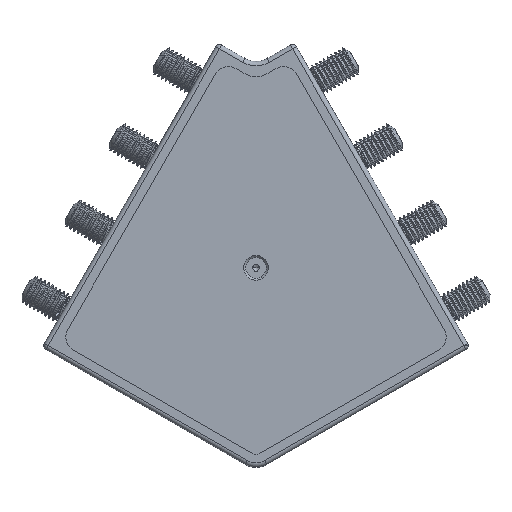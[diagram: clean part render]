
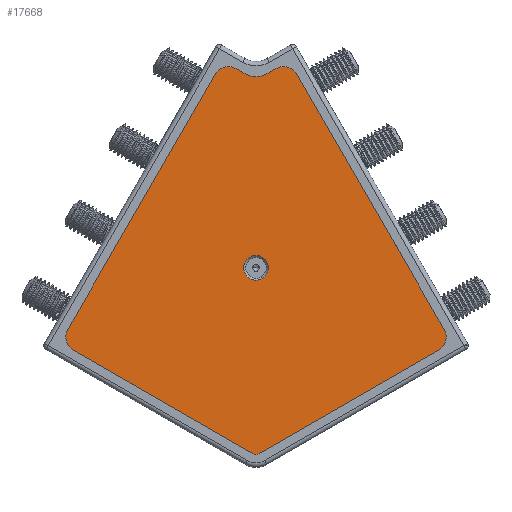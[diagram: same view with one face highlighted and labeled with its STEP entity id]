
A CAD part, top view. The second image highlights one B-rep face of the part: STEP entity #17668.
In plain terms, the highlighted planar face has unit normal (0, 0, 1).
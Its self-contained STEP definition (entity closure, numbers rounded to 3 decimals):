
#4119 = EDGE_CURVE ( 'NONE', #8416, #8448, #4195, .T. ) ;
#4125 = EDGE_CURVE ( 'NONE', #8448, #8416, #4203, .T. ) ;
#4127 = EDGE_CURVE ( 'NONE', #8459, #8397, #4205, .T. ) ;
#4129 = EDGE_CURVE ( 'NONE', #8397, #8323, #4199, .T. ) ;
#4131 = EDGE_CURVE ( 'NONE', #8323, #8403, #4210, .T. ) ;
#4134 = EDGE_CURVE ( 'NONE', #8403, #8382, #4212, .T. ) ;
#4136 = EDGE_CURVE ( 'NONE', #8382, #8321, #4216, .T. ) ;
#4138 = EDGE_CURVE ( 'NONE', #8321, #8365, #4218, .T. ) ;
#4140 = EDGE_CURVE ( 'NONE', #8365, #8313, #4222, .T. ) ;
#4142 = EDGE_CURVE ( 'NONE', #8313, #8377, #4223, .T. ) ;
#4144 = EDGE_CURVE ( 'NONE', #8377, #8402, #4227, .T. ) ;
#4146 = EDGE_CURVE ( 'NONE', #8402, #8376, #4229, .T. ) ;
#4149 = EDGE_CURVE ( 'NONE', #8376, #8366, #4233, .T. ) ;
#4151 = EDGE_CURVE ( 'NONE', #8366, #8459, #4235, .T. ) ;
#4195 = CIRCLE ( 'NONE', #35560, 5.6 ) ;
#4199 = CIRCLE ( 'NONE', #35563, 4. ) ;
#4203 = CIRCLE ( 'NONE', #35562, 5.6 ) ;
#4205 = LINE ( 'NONE', #6584, #4208 ) ;
#4208 = VECTOR ( 'NONE', #6585, 1000. ) ;
#4210 = LINE ( 'NONE', #6600, #4214 ) ;
#4212 = CIRCLE ( 'NONE', #35564, 7. ) ;
#4214 = VECTOR ( 'NONE', #6592, 1000. ) ;
#4216 = LINE ( 'NONE', #6603, #4220 ) ;
#4218 = CIRCLE ( 'NONE', #35565, 7. ) ;
#4220 = VECTOR ( 'NONE', #6605, 1000. ) ;
#4222 = LINE ( 'NONE', #6614, #4225 ) ;
#4223 = CIRCLE ( 'NONE', #35566, 10. ) ;
#4225 = VECTOR ( 'NONE', #6616, 1000. ) ;
#4227 = LINE ( 'NONE', #6625, #4231 ) ;
#4229 = CIRCLE ( 'NONE', #35567, 7. ) ;
#4231 = VECTOR ( 'NONE', #6627, 1000. ) ;
#4233 = LINE ( 'NONE', #6636, #4237 ) ;
#4235 = CIRCLE ( 'NONE', #35568, 7. ) ;
#4237 = VECTOR ( 'NONE', #6638, 1000. ) ;
#6576 = CARTESIAN_POINT ( 'NONE',  ( -9.446, 6.718, 16.746 ) ) ;
#6578 = DIRECTION ( 'NONE',  ( 0., 0., 1. ) ) ;
#6580 = DIRECTION ( 'NONE',  ( -0.5, 0.866, 0. ) ) ;
#6584 = CARTESIAN_POINT ( 'NONE',  ( -98.568, -27.275, 16.746 ) ) ;
#6585 = DIRECTION ( 'NONE',  ( 0.866, -0.5, 0. ) ) ;
#6592 = DIRECTION ( 'NONE',  ( 0.866, 0.5, 0. ) ) ;
#6595 = CARTESIAN_POINT ( 'NONE',  ( -9.446, 6.718, 16.746 ) ) ;
#6597 = DIRECTION ( 'NONE',  ( 0., 0., 1. ) ) ;
#6598 = DIRECTION ( 'NONE',  ( -0.5, 0.866, 0. ) ) ;
#6600 = CARTESIAN_POINT ( 'NONE',  ( 79.677, -27.275, 16.746 ) ) ;
#6603 = CARTESIAN_POINT ( 'NONE',  ( 5.677, 100.897, 16.746 ) ) ;
#6605 = DIRECTION ( 'NONE',  ( -0.5, 0.866, 0. ) ) ;
#6607 = CARTESIAN_POINT ( 'NONE',  ( -9.446, -74.111, 16.746 ) ) ;
#6609 = DIRECTION ( 'NONE',  ( 0., 0., 1. ) ) ;
#6610 = DIRECTION ( 'NONE',  ( -0.5, 0.866, 0. ) ) ;
#6614 = CARTESIAN_POINT ( 'NONE',  ( 5.677, 100.897, 16.746 ) ) ;
#6616 = DIRECTION ( 'NONE',  ( -0.866, -0.5, 0. ) ) ;
#6618 = CARTESIAN_POINT ( 'NONE',  ( 70.115, -24.713, 16.746 ) ) ;
#6620 = DIRECTION ( 'NONE',  ( 0., 0., 1. ) ) ;
#6621 = DIRECTION ( 'NONE',  ( -0.5, 0.866, 0. ) ) ;
#6625 = CARTESIAN_POINT ( 'NONE',  ( -24.568, 100.897, 16.746 ) ) ;
#6627 = DIRECTION ( 'NONE',  ( -0.866, 0.5, 0. ) ) ;
#6629 = CARTESIAN_POINT ( 'NONE',  ( 3.115, 91.335, 16.746 ) ) ;
#6631 = DIRECTION ( 'NONE',  ( 0., 0., 1. ) ) ;
#6632 = DIRECTION ( 'NONE',  ( -0.5, 0.866, 0. ) ) ;
#6636 = CARTESIAN_POINT ( 'NONE',  ( -24.568, 100.897, 16.746 ) ) ;
#6638 = DIRECTION ( 'NONE',  ( -0.5, -0.866, 0. ) ) ;
#6640 = CARTESIAN_POINT ( 'NONE',  ( -9.446, 103.713, 16.746 ) ) ;
#6642 = DIRECTION ( 'NONE',  ( 0., 0., -1. ) ) ;
#6643 = DIRECTION ( 'NONE',  ( -0.5, 0.866, 0. ) ) ;
#6651 = CARTESIAN_POINT ( 'NONE',  ( -22.006, 91.335, 16.746 ) ) ;
#6653 = DIRECTION ( 'NONE',  ( 0., 0., 1. ) ) ;
#6654 = DIRECTION ( 'NONE',  ( -0.5, 0.866, 0. ) ) ;
#6661 = CARTESIAN_POINT ( 'NONE',  ( -89.006, -24.713, 16.746 ) ) ;
#6663 = DIRECTION ( 'NONE',  ( 0., 0., 1. ) ) ;
#6664 = DIRECTION ( 'NONE',  ( -0.5, 0.866, 0. ) ) ;
#8313 = VERTEX_POINT ( 'NONE', #22765 ) ;
#8321 = VERTEX_POINT ( 'NONE', #22772 ) ;
#8323 = VERTEX_POINT ( 'NONE', #22776 ) ;
#8365 = VERTEX_POINT ( 'NONE', #22854 ) ;
#8366 = VERTEX_POINT ( 'NONE', #22856 ) ;
#8376 = VERTEX_POINT ( 'NONE', #22874 ) ;
#8377 = VERTEX_POINT ( 'NONE', #22876 ) ;
#8382 = VERTEX_POINT ( 'NONE', #22885 ) ;
#8397 = VERTEX_POINT ( 'NONE', #22913 ) ;
#8402 = VERTEX_POINT ( 'NONE', #22922 ) ;
#8403 = VERTEX_POINT ( 'NONE', #22924 ) ;
#8416 = VERTEX_POINT ( 'NONE', #24042 ) ;
#8448 = VERTEX_POINT ( 'NONE', #24098 ) ;
#8459 = VERTEX_POINT ( 'NONE', #24117 ) ;
#17668 = ADVANCED_FACE ( 'NONE', ( #22726, #22737 ), #42455, .T. ) ;
#20659 = ORIENTED_EDGE ( 'NONE', *, *, #4151, .T. ) ;
#20660 = ORIENTED_EDGE ( 'NONE', *, *, #4149, .T. ) ;
#20661 = ORIENTED_EDGE ( 'NONE', *, *, #4146, .T. ) ;
#20662 = ORIENTED_EDGE ( 'NONE', *, *, #4144, .T. ) ;
#20663 = ORIENTED_EDGE ( 'NONE', *, *, #4142, .T. ) ;
#20664 = ORIENTED_EDGE ( 'NONE', *, *, #4140, .T. ) ;
#20665 = ORIENTED_EDGE ( 'NONE', *, *, #4138, .T. ) ;
#20670 = ORIENTED_EDGE ( 'NONE', *, *, #4136, .T. ) ;
#20671 = ORIENTED_EDGE ( 'NONE', *, *, #4134, .T. ) ;
#20672 = ORIENTED_EDGE ( 'NONE', *, *, #4131, .T. ) ;
#20673 = ORIENTED_EDGE ( 'NONE', *, *, #4129, .T. ) ;
#20674 = ORIENTED_EDGE ( 'NONE', *, *, #4127, .T. ) ;
#20675 = ORIENTED_EDGE ( 'NONE', *, *, #4119, .F. ) ;
#20676 = ORIENTED_EDGE ( 'NONE', *, *, #4125, .F. ) ;
#22726 = FACE_BOUND ( 'NONE', #51877, .T. ) ;
#22737 = FACE_OUTER_BOUND ( 'NONE', #51896, .T. ) ;
#22765 = CARTESIAN_POINT ( 'NONE',  ( -4.446, 95.052, 16.746 ) ) ;
#22772 = CARTESIAN_POINT ( 'NONE',  ( 9.177, 94.835, 16.746 ) ) ;
#22776 = CARTESIAN_POINT ( 'NONE',  ( -7.446, -77.575, 16.746 ) ) ;
#22854 = CARTESIAN_POINT ( 'NONE',  ( -0.385, 97.397, 16.746 ) ) ;
#22856 = CARTESIAN_POINT ( 'NONE',  ( -95.068, -21.213, 16.746 ) ) ;
#22874 = CARTESIAN_POINT ( 'NONE',  ( -28.068, 94.835, 16.746 ) ) ;
#22876 = CARTESIAN_POINT ( 'NONE',  ( -14.446, 95.052, 16.746 ) ) ;
#22885 = CARTESIAN_POINT ( 'NONE',  ( 76.177, -21.213, 16.746 ) ) ;
#22913 = CARTESIAN_POINT ( 'NONE',  ( -11.446, -77.575, 16.746 ) ) ;
#22922 = CARTESIAN_POINT ( 'NONE',  ( -18.506, 97.397, 16.746 ) ) ;
#22924 = CARTESIAN_POINT ( 'NONE',  ( 73.615, -30.775, 16.746 ) ) ;
#24042 = CARTESIAN_POINT ( 'NONE',  ( -6.646, 1.868, 16.746 ) ) ;
#24098 = CARTESIAN_POINT ( 'NONE',  ( -12.246, 11.568, 16.746 ) ) ;
#24117 = CARTESIAN_POINT ( 'NONE',  ( -92.506, -30.775, 16.746 ) ) ;
#28987 = AXIS2_PLACEMENT_3D ( 'NONE', #42449, #42459, #42461 ) ;
#35560 = AXIS2_PLACEMENT_3D ( 'NONE', #6576, #6578, #6580 ) ;
#35562 = AXIS2_PLACEMENT_3D ( 'NONE', #6595, #6597, #6598 ) ;
#35563 = AXIS2_PLACEMENT_3D ( 'NONE', #6607, #6609, #6610 ) ;
#35564 = AXIS2_PLACEMENT_3D ( 'NONE', #6618, #6620, #6621 ) ;
#35565 = AXIS2_PLACEMENT_3D ( 'NONE', #6629, #6631, #6632 ) ;
#35566 = AXIS2_PLACEMENT_3D ( 'NONE', #6640, #6642, #6643 ) ;
#35567 = AXIS2_PLACEMENT_3D ( 'NONE', #6651, #6653, #6654 ) ;
#35568 = AXIS2_PLACEMENT_3D ( 'NONE', #6661, #6663, #6664 ) ;
#42449 = CARTESIAN_POINT ( 'NONE',  ( -9.446, 45.49, 16.746 ) ) ;
#42455 = PLANE ( 'NONE',  #28987 ) ;
#42459 = DIRECTION ( 'NONE',  ( 0., 0., 1. ) ) ;
#42461 = DIRECTION ( 'NONE',  ( -0.5, 0.866, 0. ) ) ;
#51877 = EDGE_LOOP ( 'NONE', ( #20676, #20675 ) ) ;
#51896 = EDGE_LOOP ( 'NONE', ( #20674, #20673, #20672, #20671, #20670, #20665, #20664, #20663, #20662, #20661, #20660, #20659 ) ) ;
